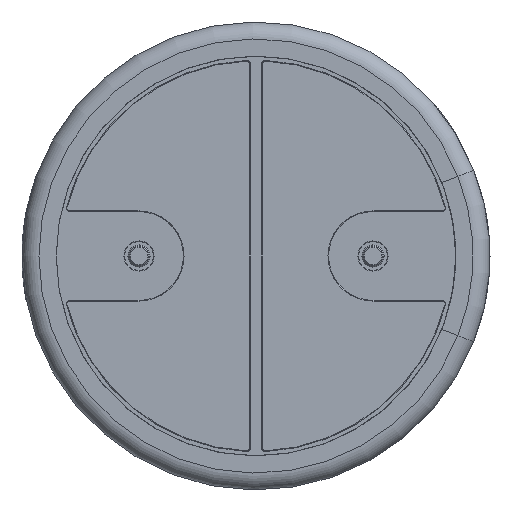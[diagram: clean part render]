
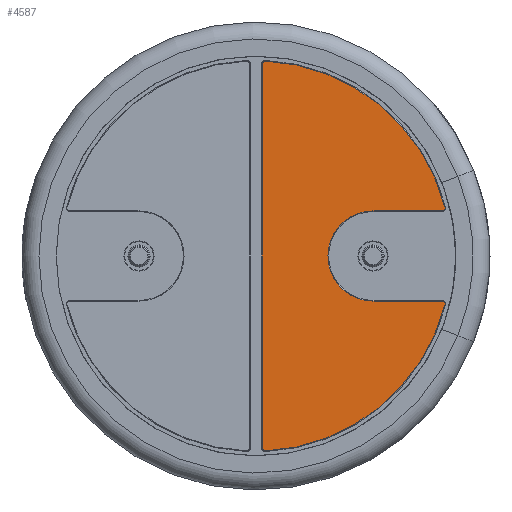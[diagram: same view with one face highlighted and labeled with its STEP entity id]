
A CAD part, front view. The second image highlights one B-rep face of the part: STEP entity #4587.
In plain terms, the highlighted planar face has unit normal (0, -1, 0).
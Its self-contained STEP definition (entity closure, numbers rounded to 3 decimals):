
#63=PLANE('',#4925);
#276=CIRCLE('',#4890,0.082);
#279=CIRCLE('',#4895,0.082);
#282=CIRCLE('',#4899,5.422);
#285=CIRCLE('',#4903,0.082);
#289=CIRCLE('',#4909,1.251);
#293=CIRCLE('',#4915,0.082);
#295=CIRCLE('',#4918,5.422);
#460=FACE_OUTER_BOUND('',#671,.T.);
#671=EDGE_LOOP('',(#3774,#3775,#3776,#3777,#3778,#3779,#3780,#3781,#3782,
#3783));
#889=LINE('',#9076,#1086);
#891=LINE('',#9100,#1088);
#893=LINE('',#9112,#1090);
#1086=VECTOR('',#5615,10.);
#1088=VECTOR('',#5645,10.);
#1090=VECTOR('',#5659,10.);
#1933=VERTEX_POINT('',#9064);
#1936=VERTEX_POINT('',#9069);
#1938=VERTEX_POINT('',#9074);
#1940=VERTEX_POINT('',#9080);
#1942=VERTEX_POINT('',#9086);
#1944=VERTEX_POINT('',#9092);
#1946=VERTEX_POINT('',#9098);
#1948=VERTEX_POINT('',#9104);
#1950=VERTEX_POINT('',#9110);
#1952=VERTEX_POINT('',#9116);
#2557=EDGE_CURVE('',#1936,#1933,#276,.T.);
#2559=EDGE_CURVE('',#1938,#1936,#889,.T.);
#2562=EDGE_CURVE('',#1940,#1938,#279,.T.);
#2565=EDGE_CURVE('',#1942,#1940,#282,.T.);
#2568=EDGE_CURVE('',#1944,#1942,#285,.T.);
#2571=EDGE_CURVE('',#1946,#1944,#891,.T.);
#2574=EDGE_CURVE('',#1948,#1946,#289,.T.);
#2577=EDGE_CURVE('',#1950,#1948,#893,.T.);
#2580=EDGE_CURVE('',#1952,#1950,#293,.T.);
#2582=EDGE_CURVE('',#1933,#1952,#295,.T.);
#3774=ORIENTED_EDGE('',*,*,#2557,.F.);
#3775=ORIENTED_EDGE('',*,*,#2559,.F.);
#3776=ORIENTED_EDGE('',*,*,#2562,.F.);
#3777=ORIENTED_EDGE('',*,*,#2565,.F.);
#3778=ORIENTED_EDGE('',*,*,#2568,.F.);
#3779=ORIENTED_EDGE('',*,*,#2571,.F.);
#3780=ORIENTED_EDGE('',*,*,#2574,.F.);
#3781=ORIENTED_EDGE('',*,*,#2577,.F.);
#3782=ORIENTED_EDGE('',*,*,#2580,.F.);
#3783=ORIENTED_EDGE('',*,*,#2582,.F.);
#4587=ADVANCED_FACE('',(#460),#63,.F.);
#4890=AXIS2_PLACEMENT_3D('',#9071,#5609,#5610);
#4895=AXIS2_PLACEMENT_3D('',#9082,#5621,#5622);
#4899=AXIS2_PLACEMENT_3D('',#9088,#5629,#5630);
#4903=AXIS2_PLACEMENT_3D('',#9094,#5637,#5638);
#4909=AXIS2_PLACEMENT_3D('',#9106,#5651,#5652);
#4915=AXIS2_PLACEMENT_3D('',#9118,#5665,#5666);
#4918=AXIS2_PLACEMENT_3D('',#9121,#5671,#5672);
#4925=AXIS2_PLACEMENT_3D('',#9134,#5691,#5692);
#5609=DIRECTION('center_axis',(0.,1.,0.));
#5610=DIRECTION('ref_axis',(-0.69,0.,0.724));
#5615=DIRECTION('',(0.,0.,1.));
#5621=DIRECTION('center_axis',(0.,1.,0.));
#5622=DIRECTION('ref_axis',(-0.69,0.,-0.724));
#5629=DIRECTION('center_axis',(0.,1.,0.));
#5630=DIRECTION('ref_axis',(0.632,0.,-0.775));
#5637=DIRECTION('center_axis',(0.,1.,0.));
#5638=DIRECTION('ref_axis',(0.79,0.,0.612));
#5645=DIRECTION('',(1.,0.,0.));
#5651=DIRECTION('center_axis',(0.,-1.,0.));
#5652=DIRECTION('ref_axis',(-1.,0.,0.));
#5659=DIRECTION('',(-1.,0.,0.));
#5665=DIRECTION('center_axis',(0.,1.,0.));
#5666=DIRECTION('ref_axis',(0.79,0.,-0.612));
#5671=DIRECTION('center_axis',(0.,1.,0.));
#5672=DIRECTION('ref_axis',(0.632,0.,0.775));
#5691=DIRECTION('center_axis',(0.,1.,0.));
#5692=DIRECTION('ref_axis',(0.,0.,1.));
#9064=CARTESIAN_POINT('',(0.264,-0.09,5.416));
#9069=CARTESIAN_POINT('',(0.178,-0.09,5.334));
#9071=CARTESIAN_POINT('Origin',(0.26,-0.09,5.334));
#9074=CARTESIAN_POINT('',(0.178,-0.09,-5.334));
#9076=CARTESIAN_POINT('',(0.178,-0.09,2.667));
#9080=CARTESIAN_POINT('',(0.264,-0.09,-5.416));
#9082=CARTESIAN_POINT('Origin',(0.26,-0.09,-5.334));
#9086=CARTESIAN_POINT('',(5.25,-0.09,-1.354));
#9088=CARTESIAN_POINT('Origin',(0.,-0.09,0.));
#9092=CARTESIAN_POINT('',(5.171,-0.09,-1.251));
#9094=CARTESIAN_POINT('Origin',(5.171,-0.09,-1.333));
#9098=CARTESIAN_POINT('',(3.25,-0.09,-1.251));
#9100=CARTESIAN_POINT('',(3.943,-0.09,-1.251));
#9104=CARTESIAN_POINT('',(3.25,-0.09,1.251));
#9106=CARTESIAN_POINT('Origin',(3.25,-0.09,0.));
#9110=CARTESIAN_POINT('',(5.171,-0.09,1.251));
#9112=CARTESIAN_POINT('',(2.983,-0.09,1.251));
#9116=CARTESIAN_POINT('',(5.25,-0.09,1.354));
#9118=CARTESIAN_POINT('Origin',(5.171,-0.09,1.333));
#9121=CARTESIAN_POINT('Origin',(0.,-0.09,0.));
#9134=CARTESIAN_POINT('Origin',(2.715,-0.09,0.));
